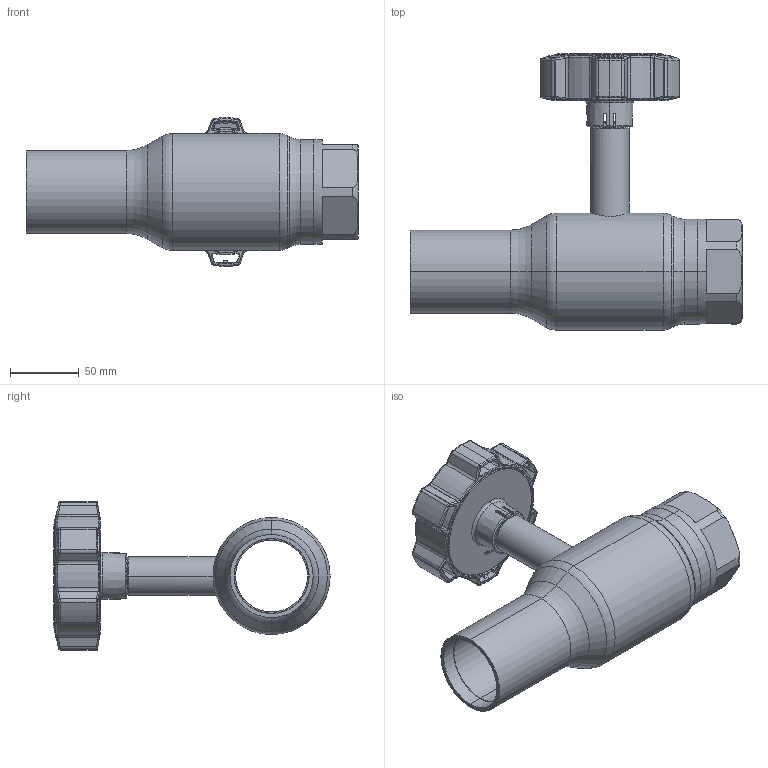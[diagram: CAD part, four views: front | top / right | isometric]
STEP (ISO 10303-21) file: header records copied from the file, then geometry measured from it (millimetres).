
FILE_DESCRIPTION (( 'STEP AP214' ), '1' );
FILE_NAME ('1050003601-2201.step', '2023-09-14T10:16:13', ( '' ), ( '' ), 'SwSTEP 2.0', 'SolidWorks 2021', '' );
FILE_SCHEMA (( 'AUTOMOTIVE_DESIGN' ));
Length unit declared in the file: millimetre
Products named in the file (1): 1050003601-2201
Bounding box: 241 x 200.55 x 107.98 mm (x, y, z)
Surface area: 131692.1 mm2 (no closed solid volume)
Topology: 0 solids, 9 shells, 503 faces, 1469 edges, 944 vertices
Faces by surface type: bspline 151, cylinder 115, plane 111, torus 71, cone 49, sphere 6
Entity records: 30314 total; most frequent: CARTESIAN_POINT 12942, ORIENTED_EDGE 2583, DIRECTION 2111, EDGE_CURVE 1469, VERTEX_POINT 944, AXIS2_PLACEMENT_3D 823, EDGE_LOOP 531, B_SPLINE_CURVE_WITH_KNOTS 511
